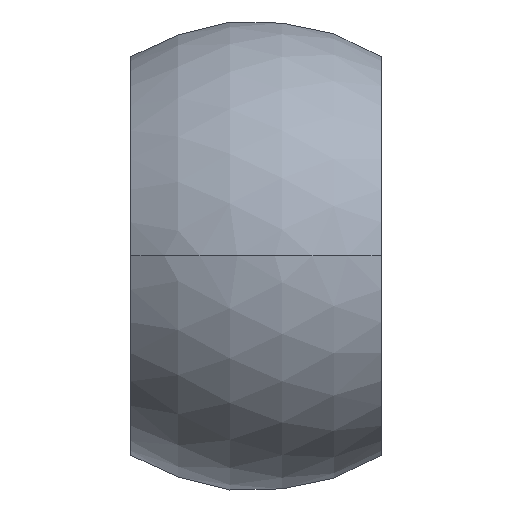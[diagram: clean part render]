
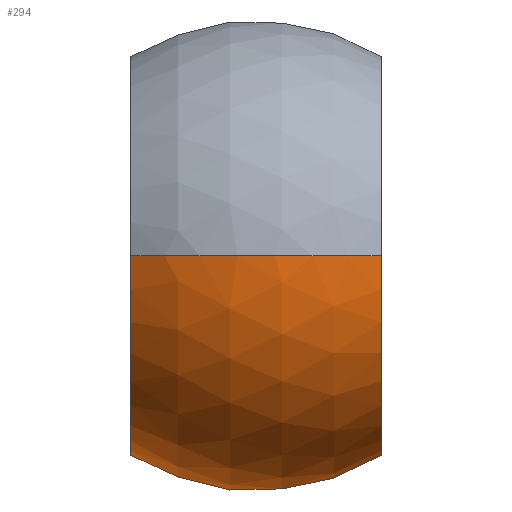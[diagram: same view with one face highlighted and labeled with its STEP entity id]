
A CAD part, left-side view. The second image highlights one B-rep face of the part: STEP entity #294.
In plain terms, the highlighted spherical face has radius 16 mm.
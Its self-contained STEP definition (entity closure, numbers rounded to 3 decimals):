
#122=EDGE_CURVE('',#224,#256,#323,.T.);
#154=EDGE_CURVE('',#256,#264,#362,.T.);
#204=EDGE_CURVE('',#238,#264,#418,.T.);
#224=VERTEX_POINT('',#439);
#238=VERTEX_POINT('',#454);
#248=EDGE_CURVE('',#224,#238,#464,.T.);
#256=VERTEX_POINT('',#472);
#264=VERTEX_POINT('',#481);
#294=ADVANCED_FACE('',(#515),#516,.T.);
#323=CIRCLE('',#539,13.555);
#362=CIRCLE('',#614,10.182);
#418=CIRCLE('',#709,13.555);
#439=CARTESIAN_POINT('',(-13.555,8.5,0.));
#454=CARTESIAN_POINT('',(-13.555,-8.5,0.));
#464=CIRCLE('',#798,16.0);
#472=CARTESIAN_POINT('',(12.342,8.5,-5.605));
#481=CARTESIAN_POINT('',(12.342,-8.5,-5.605));
#515=FACE_OUTER_BOUND('',#887,.T.);
#516=SPHERICAL_SURFACE('',#888,16.0);
#539=AXIS2_PLACEMENT_3D('',#904,#905,#906);
#614=AXIS2_PLACEMENT_3D('',#964,#965,#966);
#709=AXIS2_PLACEMENT_3D('',#1034,#1035,#1036);
#798=AXIS2_PLACEMENT_3D('',#1084,#1085,#1086);
#887=EDGE_LOOP('',(#1145,#1146,#1147,#1148));
#888=AXIS2_PLACEMENT_3D('',#1149,#1150,#1151);
#904=CARTESIAN_POINT('',(0.,8.5,0.));
#905=DIRECTION('',(0.0,-1.0,0.0));
#906=DIRECTION('',(1.0,0.0,0.));
#964=CARTESIAN_POINT('',(12.342,0.,0.));
#965=DIRECTION('',(-1.0,0.,0.));
#966=DIRECTION('',(0.,0.0,-1.0));
#1034=CARTESIAN_POINT('',(0.,-8.5,0.));
#1035=DIRECTION('',(0.0,-1.0,0.0));
#1036=DIRECTION('',(1.0,0.0,0.));
#1084=CARTESIAN_POINT('',(0.,0.,0.));
#1085=DIRECTION('',(0.,-0.0,1.0));
#1086=DIRECTION('',(0.0,1.0,0.0));
#1145=ORIENTED_EDGE('',*,*,#248,.F.);
#1146=ORIENTED_EDGE('',*,*,#122,.T.);
#1147=ORIENTED_EDGE('',*,*,#154,.T.);
#1148=ORIENTED_EDGE('',*,*,#204,.F.);
#1149=CARTESIAN_POINT('',(0.,0.,0.));
#1150=DIRECTION('',(0.0,-1.0,0.0));
#1151=DIRECTION('',(-1.0,0.0,0.));
